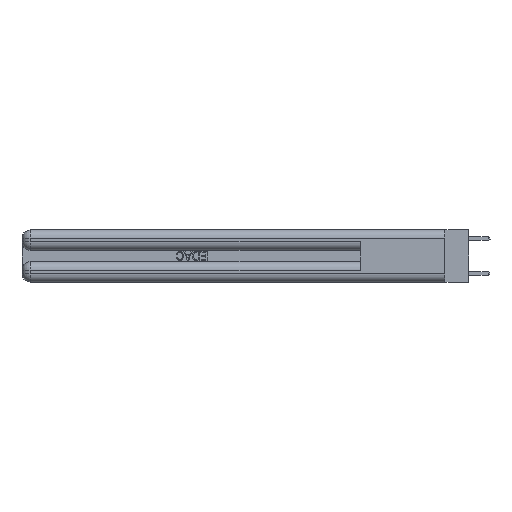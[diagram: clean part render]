
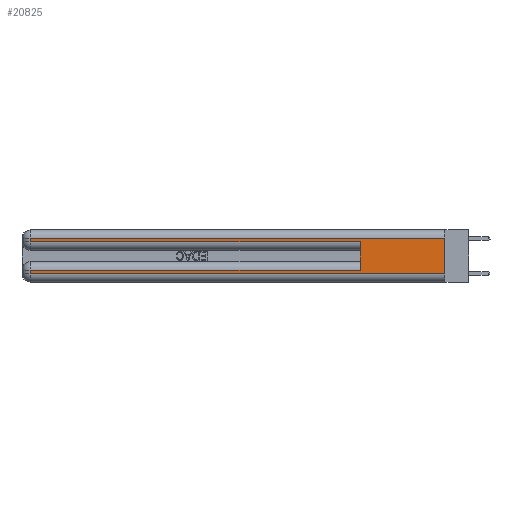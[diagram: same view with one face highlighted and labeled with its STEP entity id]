
A CAD part, left-side view. The second image highlights one B-rep face of the part: STEP entity #20825.
In plain terms, the highlighted planar face has unit normal (-1, 0, 0).
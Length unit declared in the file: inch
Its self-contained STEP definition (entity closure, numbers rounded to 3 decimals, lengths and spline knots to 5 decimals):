
#150 = VERTEX_POINT ( 'NONE', #15845 ) ;
#642 = LINE ( 'NONE', #25692, #22554 ) ;
#1478 = FACE_OUTER_BOUND ( 'NONE', #16549, .T. ) ;
#1516 = ORIENTED_EDGE ( 'NONE', *, *, #20634, .T. ) ;
#1519 = CARTESIAN_POINT ( 'NONE',  ( 0., 0.6, 0.145 ) ) ;
#1671 = CARTESIAN_POINT ( 'NONE',  ( 0., 2.94, 0.285 ) ) ;
#1774 = EDGE_CURVE ( 'NONE', #28845, #26453, #6295, .T. ) ;
#2938 = CARTESIAN_POINT ( 'NONE',  ( 0., 0.6, 0.085 ) ) ;
#3083 = VECTOR ( 'NONE', #25369, 39.37008 ) ;
#4044 = ORIENTED_EDGE ( 'NONE', *, *, #7370, .T. ) ;
#4148 = VERTEX_POINT ( 'NONE', #1671 ) ;
#4192 = LINE ( 'NONE', #16377, #17019 ) ;
#5618 = VERTEX_POINT ( 'NONE', #12551 ) ;
#6295 = LINE ( 'NONE', #1519, #22885 ) ;
#7124 = CARTESIAN_POINT ( 'NONE',  ( 0., 0., 0.37 ) ) ;
#7339 = DIRECTION ( 'NONE',  ( 0., -1., 0. ) ) ;
#7370 = EDGE_CURVE ( 'NONE', #17552, #5618, #642, .T. ) ;
#7900 = EDGE_CURVE ( 'NONE', #28845, #9510, #9156, .T. ) ;
#7942 = ORIENTED_EDGE ( 'NONE', *, *, #29049, .T. ) ;
#8416 = CARTESIAN_POINT ( 'NONE',  ( 0., 0., 0.31 ) ) ;
#9156 = LINE ( 'NONE', #11839, #3083 ) ;
#9376 = CARTESIAN_POINT ( 'NONE',  ( 0., 2.94, 0.06 ) ) ;
#9510 = VERTEX_POINT ( 'NONE', #14933 ) ;
#10351 = EDGE_CURVE ( 'NONE', #150, #4148, #27615, .T. ) ;
#10630 = DIRECTION ( 'NONE',  ( 0., 1., 0. ) ) ;
#10811 = ORIENTED_EDGE ( 'NONE', *, *, #1774, .F. ) ;
#11719 = DIRECTION ( 'NONE',  ( 0., 0., -1. ) ) ;
#11839 = CARTESIAN_POINT ( 'NONE',  ( 0., 0., 0.085 ) ) ;
#11858 = VECTOR ( 'NONE', #26335, 39.37008 ) ;
#12268 = DIRECTION ( 'NONE',  ( 0., -1., 0. ) ) ;
#12551 = CARTESIAN_POINT ( 'NONE',  ( 0., 0., 0.06 ) ) ;
#13007 = CARTESIAN_POINT ( 'NONE',  ( 0., 2.94, 0.37 ) ) ;
#14933 = CARTESIAN_POINT ( 'NONE',  ( 0., 2.94, 0.085 ) ) ;
#15845 = CARTESIAN_POINT ( 'NONE',  ( 0., 2.94, 0.31 ) ) ;
#16023 = EDGE_CURVE ( 'NONE', #16523, #150, #28486, .T. ) ;
#16377 = CARTESIAN_POINT ( 'NONE',  ( 0., 0., 0.285 ) ) ;
#16523 = VERTEX_POINT ( 'NONE', #23472 ) ;
#16549 = EDGE_LOOP ( 'NONE', ( #18926, #21019, #28976, #7942, #10811, #22751, #1516, #4044 ) ) ;
#16630 = LINE ( 'NONE', #25704, #21862 ) ;
#17001 = EDGE_CURVE ( 'NONE', #16523, #5618, #16630, .T. ) ;
#17019 = VECTOR ( 'NONE', #7339, 39.37008 ) ;
#17462 = DIRECTION ( 'NONE',  ( 0., 0., 1. ) ) ;
#17552 = VERTEX_POINT ( 'NONE', #9376 ) ;
#18926 = ORIENTED_EDGE ( 'NONE', *, *, #17001, .F. ) ;
#19476 = AXIS2_PLACEMENT_3D ( 'NONE', #7124, #25163, #11719 ) ;
#20634 = EDGE_CURVE ( 'NONE', #9510, #17552, #23799, .T. ) ;
#20825 = ADVANCED_FACE ( 'NONE', ( #1478 ), #22898, .F. ) ;
#21019 = ORIENTED_EDGE ( 'NONE', *, *, #16023, .T. ) ;
#21296 = CARTESIAN_POINT ( 'NONE',  ( 0., 0.6, 0.285 ) ) ;
#21319 = DIRECTION ( 'NONE',  ( 0., 0., -1. ) ) ;
#21715 = VECTOR ( 'NONE', #24284, 39.37008 ) ;
#21862 = VECTOR ( 'NONE', #21319, 39.37008 ) ;
#21911 = VECTOR ( 'NONE', #10630, 39.37008 ) ;
#21941 = CARTESIAN_POINT ( 'NONE',  ( 0., 2.94, 0.37 ) ) ;
#22554 = VECTOR ( 'NONE', #12268, 39.37008 ) ;
#22751 = ORIENTED_EDGE ( 'NONE', *, *, #7900, .T. ) ;
#22885 = VECTOR ( 'NONE', #17462, 39.37008 ) ;
#22898 = PLANE ( 'NONE',  #19476 ) ;
#23472 = CARTESIAN_POINT ( 'NONE',  ( 0., 0., 0.31 ) ) ;
#23799 = LINE ( 'NONE', #21941, #11858 ) ;
#24284 = DIRECTION ( 'NONE',  ( 0., 0., -1. ) ) ;
#25163 = DIRECTION ( 'NONE',  ( 1., 0., 0. ) ) ;
#25369 = DIRECTION ( 'NONE',  ( 0., 1., 0. ) ) ;
#25692 = CARTESIAN_POINT ( 'NONE',  ( 0., 0., 0.06 ) ) ;
#25704 = CARTESIAN_POINT ( 'NONE',  ( 0., 0., 0.37 ) ) ;
#26335 = DIRECTION ( 'NONE',  ( 0., 0., -1. ) ) ;
#26453 = VERTEX_POINT ( 'NONE', #21296 ) ;
#27615 = LINE ( 'NONE', #13007, #21715 ) ;
#28486 = LINE ( 'NONE', #8416, #21911 ) ;
#28845 = VERTEX_POINT ( 'NONE', #2938 ) ;
#28976 = ORIENTED_EDGE ( 'NONE', *, *, #10351, .T. ) ;
#29049 = EDGE_CURVE ( 'NONE', #4148, #26453, #4192, .T. ) ;
